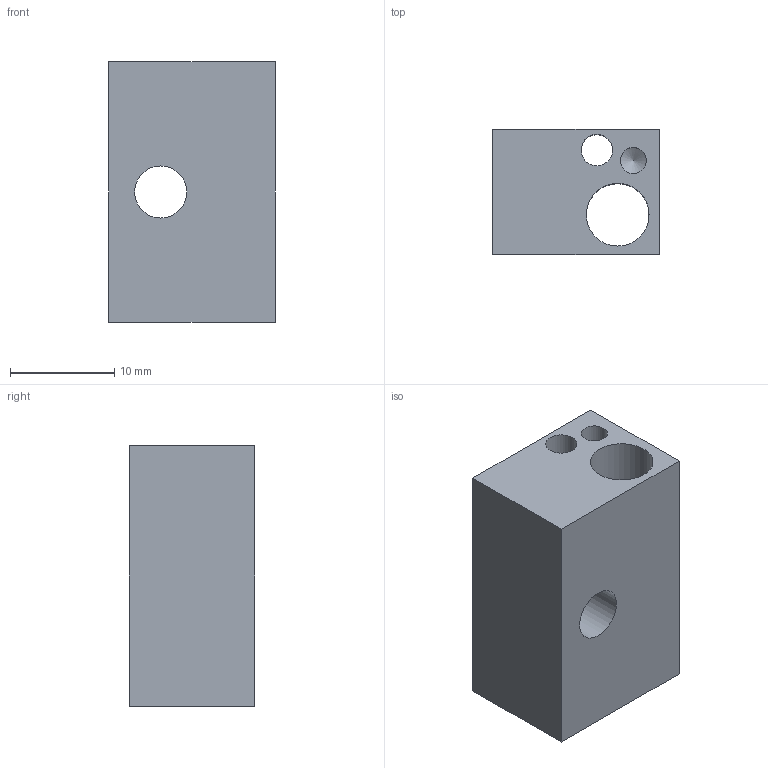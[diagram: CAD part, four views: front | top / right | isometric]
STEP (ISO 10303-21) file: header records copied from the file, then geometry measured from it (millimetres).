
FILE_DESCRIPTION (( 'STEP AP214' ), '1' );
FILE_NAME ('1049-A2P-A.STEP', '2013-05-15T14:40:48', ( '3DAssist' ), ( '' ), 'SwSTEP 2.0', 'SolidWorks 2013', '' );
FILE_SCHEMA (( 'AUTOMOTIVE_DESIGN' ));
Length unit declared in the file: millimetre
Products named in the file (1): 1049-A2P-A
Bounding box: 16 x 12 x 25 mm (x, y, z)
Volume: 3618.5 mm3; surface area: 2659.2 mm2
Topology: 1 solids, 1 shells, 11 faces, 26 edges, 17 vertices
Faces by surface type: plane 6, cylinder 4, cone 1
Full cylindrical faces by diameter (mm): 2.5 x1, 3.02 x1, 5 x1, 6.02 x1
Entity records: 354 total; most frequent: DIRECTION 52, CARTESIAN_POINT 48, ORIENTED_EDGE 40, EDGE_LOOP 22, AXIS2_PLACEMENT_3D 20, EDGE_CURVE 20, VERTEX_POINT 16, FACE_OUTER_BOUND 15
